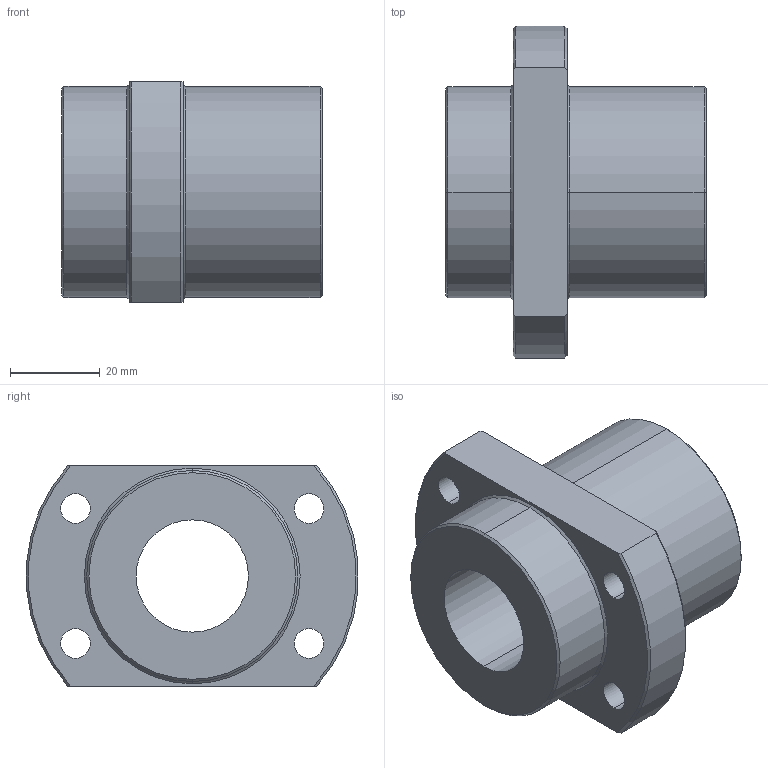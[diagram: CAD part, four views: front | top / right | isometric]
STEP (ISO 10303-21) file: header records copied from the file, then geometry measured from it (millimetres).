
FILE_DESCRIPTION (( 'STEP AP214' ), '1' );
FILE_NAME ('SFYR 2550.step', '2020-09-08T12:07:33', ( '' ), ( '' ), 'SwSTEP 2.0', 'SolidWorks 2020', '' );
FILE_SCHEMA (( 'AUTOMOTIVE_DESIGN' ));
Length unit declared in the file: millimetre
Products named in the file (1): SFYR 2550
Bounding box: 58 x 73.88 x 49 mm (x, y, z)
Volume: 89622.1 mm3; surface area: 20243.4 mm2
Topology: 1 solids, 1 shells, 38 faces, 92 edges, 57 vertices
Faces by surface type: cylinder 18, cone 14, plane 6
Entity records: 1250 total; most frequent: CARTESIAN_POINT 272, DIRECTION 204, ORIENTED_EDGE 180, EDGE_CURVE 90, AXIS2_PLACEMENT_3D 85, VERTEX_POINT 57, EDGE_LOOP 51, CIRCLE 46
